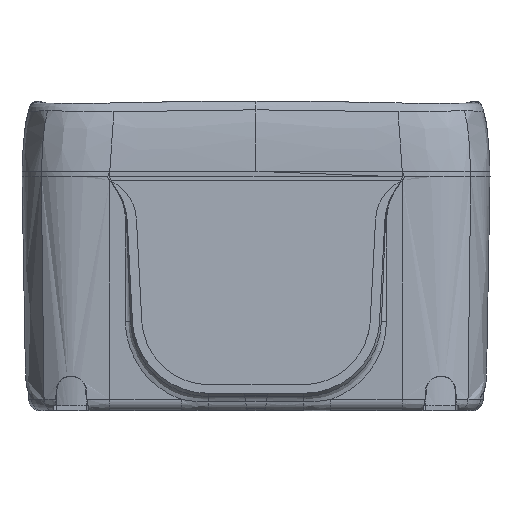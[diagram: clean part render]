
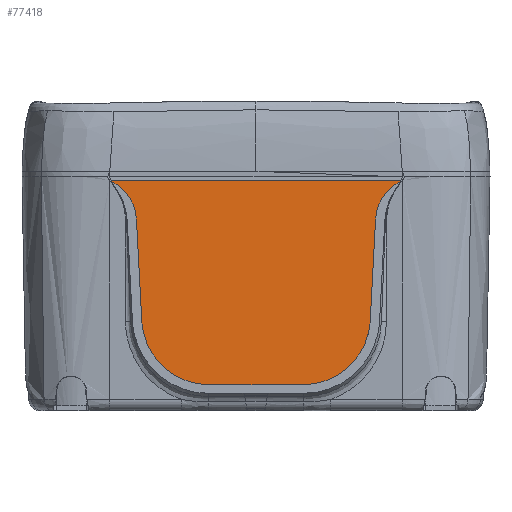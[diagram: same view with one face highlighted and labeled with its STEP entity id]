
A CAD part, front view. The second image highlights one B-rep face of the part: STEP entity #77418.
In plain terms, the highlighted planar face has unit normal (0, 1, -0.026).
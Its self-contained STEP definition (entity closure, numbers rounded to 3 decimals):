
#77327=AXIS2_PLACEMENT_3D('Plane Axis2P3D',#77324,#77325,#77326) ;
#76907=CARTESIAN_POINT('Vertex',(24.78,-39.989,39.371)) ;
#76913=CARTESIAN_POINT('Control Point',(24.78,-39.989,39.371)) ;
#76914=CARTESIAN_POINT('Control Point',(-24.78,-39.989,39.371)) ;
#76915=CARTESIAN_POINT('Vertex',(-24.78,-39.989,39.371)) ;
#77080=CARTESIAN_POINT('Control Point',(-24.471,-39.996,39.117)) ;
#77081=CARTESIAN_POINT('Control Point',(-24.59,-39.994,39.18)) ;
#77082=CARTESIAN_POINT('Control Point',(-24.696,-39.992,39.267)) ;
#77083=CARTESIAN_POINT('Control Point',(-24.78,-39.989,39.371)) ;
#77084=CARTESIAN_POINT('Vertex',(-24.471,-39.996,39.117)) ;
#77144=CARTESIAN_POINT('Vertex',(24.471,-39.996,39.117)) ;
#77148=CARTESIAN_POINT('Control Point',(24.471,-39.996,39.117)) ;
#77149=CARTESIAN_POINT('Control Point',(24.59,-39.994,39.18)) ;
#77150=CARTESIAN_POINT('Control Point',(24.696,-39.992,39.267)) ;
#77151=CARTESIAN_POINT('Control Point',(24.78,-39.989,39.371)) ;
#77324=CARTESIAN_POINT('Axis2P3D Location',(0.,-40.339,26.004)) ;
#77329=CARTESIAN_POINT('Line Origine',(0.,-40.902,4.5)) ;
#77333=CARTESIAN_POINT('Vertex',(-8.042,-40.902,4.5)) ;
#77335=CARTESIAN_POINT('Vertex',(8.042,-40.902,4.5)) ;
#77339=CARTESIAN_POINT('Control Point',(-8.042,-40.902,4.5)) ;
#77340=CARTESIAN_POINT('Control Point',(-9.373,-40.902,4.5)) ;
#77341=CARTESIAN_POINT('Control Point',(-10.704,-40.897,4.693)) ;
#77342=CARTESIAN_POINT('Control Point',(-11.998,-40.887,5.078)) ;
#77343=CARTESIAN_POINT('Control Point',(-14.437,-40.857,6.211)) ;
#77344=CARTESIAN_POINT('Control Point',(-16.455,-40.811,7.989)) ;
#77345=CARTESIAN_POINT('Control Point',(-17.327,-40.784,9.019)) ;
#77346=CARTESIAN_POINT('Control Point',(-18.482,-40.735,10.873)) ;
#77347=CARTESIAN_POINT('Control Point',(-19.172,-40.681,12.931)) ;
#77348=CARTESIAN_POINT('Control Point',(-19.365,-40.66,13.743)) ;
#77349=CARTESIAN_POINT('Control Point',(-19.483,-40.639,14.569)) ;
#77350=CARTESIAN_POINT('Control Point',(-19.526,-40.617,15.398)) ;
#77351=CARTESIAN_POINT('Vertex',(-19.526,-40.617,15.398)) ;
#77354=CARTESIAN_POINT('Line Origine',(-19.982,-40.389,24.098)) ;
#77358=CARTESIAN_POINT('Vertex',(-20.438,-40.161,32.798)) ;
#77362=CARTESIAN_POINT('Control Point',(-24.471,-39.996,39.117)) ;
#77363=CARTESIAN_POINT('Control Point',(-23.638,-40.007,38.676)) ;
#77364=CARTESIAN_POINT('Control Point',(-22.874,-40.022,38.106)) ;
#77365=CARTESIAN_POINT('Control Point',(-22.205,-40.04,37.421)) ;
#77366=CARTESIAN_POINT('Control Point',(-21.286,-40.074,36.128)) ;
#77367=CARTESIAN_POINT('Control Point',(-20.729,-40.113,34.654)) ;
#77368=CARTESIAN_POINT('Control Point',(-20.568,-40.129,34.045)) ;
#77369=CARTESIAN_POINT('Control Point',(-20.471,-40.145,33.423)) ;
#77370=CARTESIAN_POINT('Control Point',(-20.438,-40.161,32.798)) ;
#77373=CARTESIAN_POINT('Control Point',(24.471,-39.996,39.117)) ;
#77374=CARTESIAN_POINT('Control Point',(23.638,-40.007,38.676)) ;
#77375=CARTESIAN_POINT('Control Point',(22.874,-40.022,38.106)) ;
#77376=CARTESIAN_POINT('Control Point',(22.205,-40.04,37.421)) ;
#77377=CARTESIAN_POINT('Control Point',(21.286,-40.074,36.128)) ;
#77378=CARTESIAN_POINT('Control Point',(20.729,-40.113,34.654)) ;
#77379=CARTESIAN_POINT('Control Point',(20.568,-40.129,34.045)) ;
#77380=CARTESIAN_POINT('Control Point',(20.471,-40.145,33.423)) ;
#77381=CARTESIAN_POINT('Control Point',(20.438,-40.161,32.798)) ;
#77382=CARTESIAN_POINT('Vertex',(20.438,-40.161,32.798)) ;
#77385=CARTESIAN_POINT('Line Origine',(19.982,-40.389,24.098)) ;
#77389=CARTESIAN_POINT('Vertex',(19.526,-40.617,15.398)) ;
#77393=CARTESIAN_POINT('Control Point',(8.042,-40.902,4.5)) ;
#77394=CARTESIAN_POINT('Control Point',(9.373,-40.902,4.5)) ;
#77395=CARTESIAN_POINT('Control Point',(10.704,-40.897,4.693)) ;
#77396=CARTESIAN_POINT('Control Point',(11.998,-40.887,5.078)) ;
#77397=CARTESIAN_POINT('Control Point',(14.437,-40.857,6.211)) ;
#77398=CARTESIAN_POINT('Control Point',(16.455,-40.811,7.989)) ;
#77399=CARTESIAN_POINT('Control Point',(17.327,-40.784,9.019)) ;
#77400=CARTESIAN_POINT('Control Point',(18.482,-40.735,10.873)) ;
#77401=CARTESIAN_POINT('Control Point',(19.172,-40.681,12.931)) ;
#77402=CARTESIAN_POINT('Control Point',(19.365,-40.66,13.743)) ;
#77403=CARTESIAN_POINT('Control Point',(19.483,-40.639,14.569)) ;
#77404=CARTESIAN_POINT('Control Point',(19.526,-40.617,15.398)) ;
#77325=DIRECTION('Axis2P3D Direction',(0.,1.,-0.026)) ;
#77326=DIRECTION('Axis2P3D XDirection',(1.,0.,0.)) ;
#77330=DIRECTION('Vector Direction',(1.,0.,0.)) ;
#77355=DIRECTION('Vector Direction',(0.052,-0.026,-0.998)) ;
#77386=DIRECTION('Vector Direction',(0.052,0.026,0.998)) ;
#77331=VECTOR('Line Direction',#77330,1.) ;
#77356=VECTOR('Line Direction',#77355,1.) ;
#77387=VECTOR('Line Direction',#77386,1.) ;
#77407=ORIENTED_EDGE('',*,*,#77337,.F.) ;
#77408=ORIENTED_EDGE('',*,*,#77353,.T.) ;
#77409=ORIENTED_EDGE('',*,*,#77360,.F.) ;
#77410=ORIENTED_EDGE('',*,*,#77371,.F.) ;
#77411=ORIENTED_EDGE('',*,*,#77086,.T.) ;
#77412=ORIENTED_EDGE('',*,*,#76917,.F.) ;
#77413=ORIENTED_EDGE('',*,*,#77152,.F.) ;
#77414=ORIENTED_EDGE('',*,*,#77384,.T.) ;
#77415=ORIENTED_EDGE('',*,*,#77391,.F.) ;
#77416=ORIENTED_EDGE('',*,*,#77405,.F.) ;
#77418=ADVANCED_FACE('Surface.52',(#77417),#77328,.T.) ;
#76912=B_SPLINE_CURVE_WITH_KNOTS('',1,(#76913,#76914),.UNSPECIFIED.,.F.,.U.,(2,2),(0.,49.819),.UNSPECIFIED.) ;
#77079=B_SPLINE_CURVE_WITH_KNOTS('',3,(#77080,#77081,#77082,#77083),.UNSPECIFIED.,.F.,.U.,(4,4),(0.,0.57),.UNSPECIFIED.) ;
#77147=B_SPLINE_CURVE_WITH_KNOTS('',3,(#77148,#77149,#77150,#77151),.UNSPECIFIED.,.F.,.U.,(4,4),(0.,0.57),.UNSPECIFIED.) ;
#77338=B_SPLINE_CURVE_WITH_KNOTS('',5,(#77339,#77340,#77341,#77342,#77343,#77344,#77345,#77346,#77347,#77348,#77349,#77350),.UNSPECIFIED.,.F.,.U.,(6,3,3,6),(0.,11.526,23.055,30.25),.UNSPECIFIED.) ;
#77361=B_SPLINE_CURVE_WITH_KNOTS('',5,(#77362,#77363,#77364,#77365,#77366,#77367,#77368,#77369,#77370),.UNSPECIFIED.,.F.,.U.,(6,3,6),(0.,8.159,13.58),.UNSPECIFIED.) ;
#77372=B_SPLINE_CURVE_WITH_KNOTS('',5,(#77373,#77374,#77375,#77376,#77377,#77378,#77379,#77380,#77381),.UNSPECIFIED.,.F.,.U.,(6,3,6),(0.,8.159,13.58),.UNSPECIFIED.) ;
#77392=B_SPLINE_CURVE_WITH_KNOTS('',5,(#77393,#77394,#77395,#77396,#77397,#77398,#77399,#77400,#77401,#77402,#77403,#77404),.UNSPECIFIED.,.F.,.U.,(6,3,3,6),(0.,11.526,23.055,30.25),.UNSPECIFIED.) ;
#76917=EDGE_CURVE('',#76908,#76916,#76912,.T.) ;
#77086=EDGE_CURVE('',#77085,#76916,#77079,.T.) ;
#77152=EDGE_CURVE('',#77145,#76908,#77147,.T.) ;
#77337=EDGE_CURVE('',#77334,#77336,#77332,.T.) ;
#77353=EDGE_CURVE('',#77334,#77352,#77338,.T.) ;
#77360=EDGE_CURVE('',#77359,#77352,#77357,.T.) ;
#77371=EDGE_CURVE('',#77085,#77359,#77361,.T.) ;
#77384=EDGE_CURVE('',#77145,#77383,#77372,.T.) ;
#77391=EDGE_CURVE('',#77390,#77383,#77388,.T.) ;
#77405=EDGE_CURVE('',#77336,#77390,#77392,.T.) ;
#77406=EDGE_LOOP('',(#77407,#77408,#77409,#77410,#77411,#77412,#77413,#77414,#77415,#77416)) ;
#77417=FACE_OUTER_BOUND('',#77406,.T.) ;
#77332=LINE('Line',#77329,#77331) ;
#77357=LINE('Line',#77354,#77356) ;
#77388=LINE('Line',#77385,#77387) ;
#77328=PLANE('',#77327) ;
#76908=VERTEX_POINT('',#76907) ;
#76916=VERTEX_POINT('',#76915) ;
#77085=VERTEX_POINT('',#77084) ;
#77145=VERTEX_POINT('',#77144) ;
#77334=VERTEX_POINT('',#77333) ;
#77336=VERTEX_POINT('',#77335) ;
#77352=VERTEX_POINT('',#77351) ;
#77359=VERTEX_POINT('',#77358) ;
#77383=VERTEX_POINT('',#77382) ;
#77390=VERTEX_POINT('',#77389) ;
